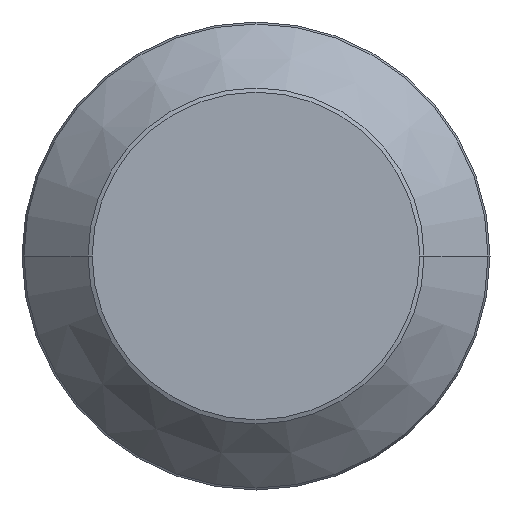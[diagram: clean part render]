
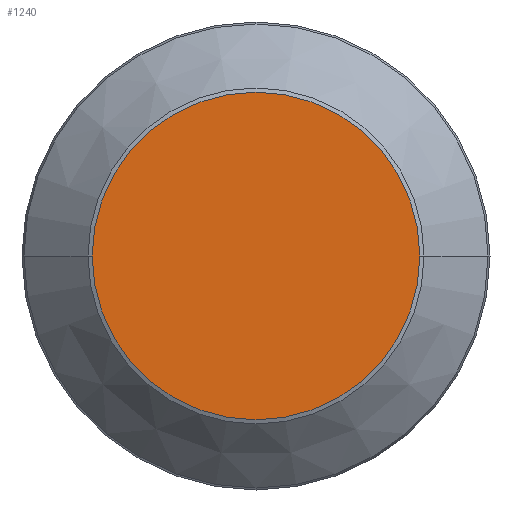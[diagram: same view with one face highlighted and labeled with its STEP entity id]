
A CAD part, left-side view. The second image highlights one B-rep face of the part: STEP entity #1240.
In plain terms, the highlighted planar face has unit normal (-1, 0, 0).
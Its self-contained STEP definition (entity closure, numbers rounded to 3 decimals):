
#50 = CIRCLE ( 'NONE', #1142, 8.4 ) ;
#82 = DIRECTION ( 'NONE',  ( 1., 0., 0. ) ) ;
#97 = EDGE_LOOP ( 'NONE', ( #330, #659 ) ) ;
#123 = EDGE_CURVE ( 'NONE', #443, #789, #50, .T. ) ;
#183 = DIRECTION ( 'NONE',  ( -1., 0., 0. ) ) ;
#262 = DIRECTION ( 'NONE',  ( 0., 0., 1. ) ) ;
#274 = FACE_OUTER_BOUND ( 'NONE', #97, .T. ) ;
#330 = ORIENTED_EDGE ( 'NONE', *, *, #703, .F. ) ;
#443 = VERTEX_POINT ( 'NONE', #446 ) ;
#446 = CARTESIAN_POINT ( 'NONE',  ( 5.961, 0., 8.4 ) ) ;
#659 = ORIENTED_EDGE ( 'NONE', *, *, #123, .F. ) ;
#677 = DIRECTION ( 'NONE',  ( 0., 0., 1. ) ) ;
#703 = EDGE_CURVE ( 'NONE', #789, #443, #776, .T. ) ;
#776 = CIRCLE ( 'NONE', #1147, 8.4 ) ;
#789 = VERTEX_POINT ( 'NONE', #975 ) ;
#872 = CARTESIAN_POINT ( 'NONE',  ( 5.961, 0., 4.2 ) ) ;
#975 = CARTESIAN_POINT ( 'NONE',  ( 5.961, 0., -8.4 ) ) ;
#995 = CARTESIAN_POINT ( 'NONE',  ( 5.961, 0., 0. ) ) ;
#996 = DIRECTION ( 'NONE',  ( 0., 0., 1. ) ) ;
#1142 = AXIS2_PLACEMENT_3D ( 'NONE', #1204, #1212, #996 ) ;
#1147 = AXIS2_PLACEMENT_3D ( 'NONE', #995, #82, #262 ) ;
#1204 = CARTESIAN_POINT ( 'NONE',  ( 5.961, 0., 0. ) ) ;
#1212 = DIRECTION ( 'NONE',  ( 1., 0., 0. ) ) ;
#1240 = ADVANCED_FACE ( 'NONE', ( #274 ), #1287, .T. ) ;
#1275 = AXIS2_PLACEMENT_3D ( 'NONE', #872, #183, #677 ) ;
#1287 = PLANE ( 'NONE',  #1275 ) ;
